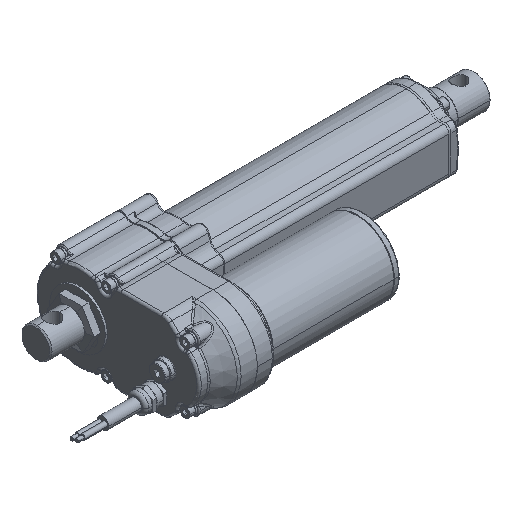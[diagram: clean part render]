
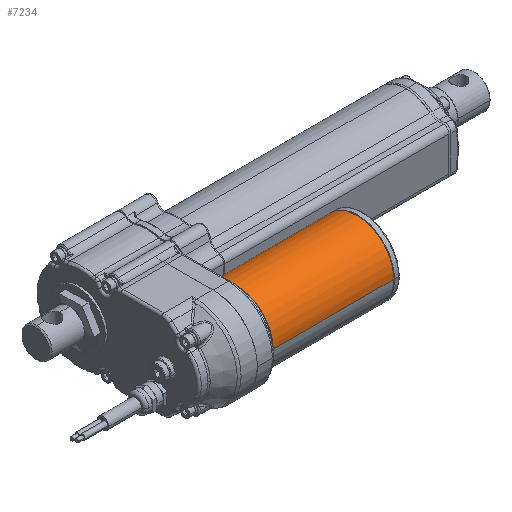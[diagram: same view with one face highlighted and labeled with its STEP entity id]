
A CAD part, isometric view. The second image highlights one B-rep face of the part: STEP entity #7234.
In plain terms, the highlighted cylindrical face has radius 32 mm (diameter 64 mm), a partial arc.
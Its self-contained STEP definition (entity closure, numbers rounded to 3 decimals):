
#566 = CARTESIAN_POINT ( 'NONE',  ( 56.001, -106.999, 0.004 ) ) ;
#1834 = CARTESIAN_POINT ( 'NONE',  ( 69.301, -42.999, 0.004 ) ) ;
#1853 = CARTESIAN_POINT ( 'NONE',  ( 69.301, -64.689, 30.37 ) ) ;
#1858 = VERTEX_POINT ( 'NONE', #24641 ) ;
#2519 = CARTESIAN_POINT ( 'NONE',  ( 174.001, -70.811, 31.798 ) ) ;
#2652 = CARTESIAN_POINT ( 'NONE',  ( 174.001, -72.905, 32.004 ) ) ;
#2788 = CARTESIAN_POINT ( 'NONE',  ( 174.001, -99.108, 21.15 ) ) ;
#3904 = EDGE_CURVE ( 'NONE', #34237, #19903, #8053, .T. ) ;
#4931 = FACE_OUTER_BOUND ( 'NONE', #21580, .T. ) ;
#5149 = CARTESIAN_POINT ( 'NONE',  ( 69.301, -46.237, 14.185 ) ) ;
#5233 = ORIENTED_EDGE ( 'NONE', *, *, #27450, .T. ) ;
#5556 = CARTESIAN_POINT ( 'NONE',  ( 69.301, -49.556, 19.524 ) ) ;
#5663 = CARTESIAN_POINT ( 'NONE',  ( 174.001, -43.206, 4.193 ) ) ;
#5802 = CARTESIAN_POINT ( 'NONE',  ( 174.001, -105.365, 10.315 ) ) ;
#6141 = EDGE_CURVE ( 'NONE', #1858, #22242, #25100, .T. ) ;
#6833 = CARTESIAN_POINT ( 'NONE',  ( 69.301, -106.999, 0.004 ) ) ;
#7234 = ADVANCED_FACE ( 'NONE', ( #4931 ), #29893, .T. ) ;
#7653 = B_SPLINE_CURVE_WITH_KNOTS ( 'NONE', 3,
 ( #32375, #7886, #32638, #14887, #39742, #5149, #23759, #5556, #24183, #27033, #8036, #23900, #11724, #1853, #36175, #33031, #14465, #14332, #11315, #36588, #8310, #33449, #30180, #36315, #33178, #8581, #29895, #14742, #17595, #17875, #39472, #20608, #20896, #36719 ),
 .UNSPECIFIED., .F., .F.,
 ( 4, 2, 2, 2, 2, 2, 2, 2, 2, 2, 2, 2, 2, 2, 2, 2, 4 ),
 ( 0., 0.063, 0.125, 0.188, 0.25, 0.313, 0.375, 0.438, 0.5, 0.563, 0.625, 0.688, 0.75, 0.813, 0.875, 0.938, 1. ),
 .UNSPECIFIED. ) ;
#7886 = CARTESIAN_POINT ( 'NONE',  ( 69.301, -42.999, 2.098 ) ) ;
#8036 = CARTESIAN_POINT ( 'NONE',  ( 69.301, -55.48, 25.447 ) ) ;
#8053 = LINE ( 'NONE', #566, #12455 ) ;
#8310 = CARTESIAN_POINT ( 'NONE',  ( 69.301, -85.31, 30.37 ) ) ;
#8581 = CARTESIAN_POINT ( 'NONE',  ( 69.301, -99.108, 21.15 ) ) ;
#8952 = CARTESIAN_POINT ( 'NONE',  ( 174.001, -50.891, 21.15 ) ) ;
#9091 = CARTESIAN_POINT ( 'NONE',  ( 174.001, -105.976, 8.301 ) ) ;
#9351 = CARTESIAN_POINT ( 'NONE',  ( 174.001, -53.853, 24.112 ) ) ;
#10468 = EDGE_CURVE ( 'NONE', #22242, #19903, #7653, .T. ) ;
#10588 = CARTESIAN_POINT ( 'NONE',  ( 56.001, -42.999, 0.004 ) ) ;
#11315 = CARTESIAN_POINT ( 'NONE',  ( 69.301, -79.188, 31.798 ) ) ;
#11601 = DIRECTION ( 'NONE',  ( 0., 1., 0. ) ) ;
#11724 = CARTESIAN_POINT ( 'NONE',  ( 69.301, -60.819, 28.767 ) ) ;
#11961 = CARTESIAN_POINT ( 'NONE',  ( 174.001, -96.146, 24.112 ) ) ;
#12455 = VECTOR ( 'NONE', #16057, 1000. ) ;
#12504 = CARTESIAN_POINT ( 'NONE',  ( 174.001, -47.229, 16.041 ) ) ;
#14202 = CARTESIAN_POINT ( 'NONE',  ( 56.001, -74.999, 0.004 ) ) ;
#14332 = CARTESIAN_POINT ( 'NONE',  ( 69.301, -77.094, 32.004 ) ) ;
#14465 = CARTESIAN_POINT ( 'NONE',  ( 69.301, -72.905, 32.004 ) ) ;
#14742 = CARTESIAN_POINT ( 'NONE',  ( 69.301, -102.77, 16.041 ) ) ;
#14887 = CARTESIAN_POINT ( 'NONE',  ( 69.301, -44.023, 8.301 ) ) ;
#15515 = CARTESIAN_POINT ( 'NONE',  ( 174.001, -83.297, 30.981 ) ) ;
#15653 = CARTESIAN_POINT ( 'NONE',  ( 174.001, -46.237, 14.185 ) ) ;
#16057 = DIRECTION ( 'NONE',  ( -1., 0., 0. ) ) ;
#17595 = CARTESIAN_POINT ( 'NONE',  ( 69.301, -103.762, 14.185 ) ) ;
#17875 = CARTESIAN_POINT ( 'NONE',  ( 69.301, -105.365, 10.315 ) ) ;
#18114 = CARTESIAN_POINT ( 'NONE',  ( 174.001, -44.023, 8.301 ) ) ;
#18519 = CARTESIAN_POINT ( 'NONE',  ( 174.001, -94.519, 25.447 ) ) ;
#18641 = CARTESIAN_POINT ( 'NONE',  ( 174.001, -64.689, 30.37 ) ) ;
#19903 = VERTEX_POINT ( 'NONE', #6833 ) ;
#20608 = CARTESIAN_POINT ( 'NONE',  ( 69.301, -106.793, 4.193 ) ) ;
#20697 = CARTESIAN_POINT ( 'NONE',  ( 174.001, -106.999, 0.004 ) ) ;
#20896 = CARTESIAN_POINT ( 'NONE',  ( 69.301, -106.999, 2.098 ) ) ;
#21405 = CARTESIAN_POINT ( 'NONE',  ( 174.001, -106.793, 4.193 ) ) ;
#21530 = CARTESIAN_POINT ( 'NONE',  ( 174.001, -103.762, 14.185 ) ) ;
#21580 = EDGE_LOOP ( 'NONE', ( #32195, #5233, #39758, #38915 ) ) ;
#21669 = CARTESIAN_POINT ( 'NONE',  ( 174.001, -91.036, 27.775 ) ) ;
#22242 = VERTEX_POINT ( 'NONE', #1834 ) ;
#23288 = DIRECTION ( 'NONE',  ( -1., 0., 0. ) ) ;
#23759 = CARTESIAN_POINT ( 'NONE',  ( 69.301, -47.229, 16.041 ) ) ;
#23900 = CARTESIAN_POINT ( 'NONE',  ( 69.301, -58.963, 27.775 ) ) ;
#24183 = CARTESIAN_POINT ( 'NONE',  ( 69.301, -50.891, 21.15 ) ) ;
#24424 = CARTESIAN_POINT ( 'NONE',  ( 174.001, -44.634, 10.315 ) ) ;
#24557 = CARTESIAN_POINT ( 'NONE',  ( 174.001, -106.999, 2.098 ) ) ;
#24629 = VECTOR ( 'NONE', #23288, 1000. ) ;
#24641 = CARTESIAN_POINT ( 'NONE',  ( 174.001, -42.999, 0.004 ) ) ;
#24687 = CARTESIAN_POINT ( 'NONE',  ( 174.001, -106.999, 0.004 ) ) ;
#24822 = CARTESIAN_POINT ( 'NONE',  ( 174.001, -89.18, 28.767 ) ) ;
#24952 = CARTESIAN_POINT ( 'NONE',  ( 174.001, -79.188, 31.798 ) ) ;
#25089 = CARTESIAN_POINT ( 'NONE',  ( 174.001, -42.999, 0.004 ) ) ;
#25100 = LINE ( 'NONE', #10588, #24629 ) ;
#27033 = CARTESIAN_POINT ( 'NONE',  ( 69.301, -53.853, 24.112 ) ) ;
#27351 = B_SPLINE_CURVE_WITH_KNOTS ( 'NONE', 3,
 ( #24687, #24557, #21405, #9091, #5802, #21530, #34089, #37227, #2788, #11961, #18519, #21669, #24822, #34226, #15515, #24952, #37368, #2652, #2519, #33815, #18641, #28087, #36964, #27683, #9351, #8952, #34361, #12504, #15653, #24424, #18114, #5663, #31762, #25089 ),
 .UNSPECIFIED., .F., .F.,
 ( 4, 2, 2, 2, 2, 2, 2, 2, 2, 2, 2, 2, 2, 2, 2, 2, 4 ),
 ( 0., 0.062, 0.125, 0.187, 0.25, 0.312, 0.375, 0.437, 0.5, 0.562, 0.625, 0.687, 0.75, 0.812, 0.875, 0.937, 1. ),
 .UNSPECIFIED. ) ;
#27450 = EDGE_CURVE ( 'NONE', #34237, #1858, #27351, .T. ) ;
#27683 = CARTESIAN_POINT ( 'NONE',  ( 174.001, -55.48, 25.447 ) ) ;
#28087 = CARTESIAN_POINT ( 'NONE',  ( 174.001, -60.819, 28.767 ) ) ;
#29893 = CYLINDRICAL_SURFACE ( 'NONE', #32786, 32. ) ;
#29895 = CARTESIAN_POINT ( 'NONE',  ( 69.301, -100.443, 19.524 ) ) ;
#30180 = CARTESIAN_POINT ( 'NONE',  ( 69.301, -91.036, 27.775 ) ) ;
#31762 = CARTESIAN_POINT ( 'NONE',  ( 174.001, -42.999, 2.098 ) ) ;
#32195 = ORIENTED_EDGE ( 'NONE', *, *, #3904, .F. ) ;
#32375 = CARTESIAN_POINT ( 'NONE',  ( 69.301, -42.999, 0.004 ) ) ;
#32638 = CARTESIAN_POINT ( 'NONE',  ( 69.301, -43.206, 4.193 ) ) ;
#32786 = AXIS2_PLACEMENT_3D ( 'NONE', #14202, #36183, #11601 ) ;
#33031 = CARTESIAN_POINT ( 'NONE',  ( 69.301, -70.811, 31.798 ) ) ;
#33178 = CARTESIAN_POINT ( 'NONE',  ( 69.301, -96.146, 24.112 ) ) ;
#33449 = CARTESIAN_POINT ( 'NONE',  ( 69.301, -89.18, 28.767 ) ) ;
#33815 = CARTESIAN_POINT ( 'NONE',  ( 174.001, -66.702, 30.981 ) ) ;
#34089 = CARTESIAN_POINT ( 'NONE',  ( 174.001, -102.77, 16.041 ) ) ;
#34226 = CARTESIAN_POINT ( 'NONE',  ( 174.001, -85.31, 30.37 ) ) ;
#34237 = VERTEX_POINT ( 'NONE', #20697 ) ;
#34361 = CARTESIAN_POINT ( 'NONE',  ( 174.001, -49.556, 19.524 ) ) ;
#36175 = CARTESIAN_POINT ( 'NONE',  ( 69.301, -66.702, 30.981 ) ) ;
#36183 = DIRECTION ( 'NONE',  ( -1., 0., 0. ) ) ;
#36315 = CARTESIAN_POINT ( 'NONE',  ( 69.301, -94.519, 25.447 ) ) ;
#36588 = CARTESIAN_POINT ( 'NONE',  ( 69.301, -83.297, 30.981 ) ) ;
#36719 = CARTESIAN_POINT ( 'NONE',  ( 69.301, -106.999, 0.004 ) ) ;
#36964 = CARTESIAN_POINT ( 'NONE',  ( 174.001, -58.963, 27.775 ) ) ;
#37227 = CARTESIAN_POINT ( 'NONE',  ( 174.001, -100.443, 19.524 ) ) ;
#37368 = CARTESIAN_POINT ( 'NONE',  ( 174.001, -77.094, 32.004 ) ) ;
#38915 = ORIENTED_EDGE ( 'NONE', *, *, #10468, .T. ) ;
#39472 = CARTESIAN_POINT ( 'NONE',  ( 69.301, -105.976, 8.301 ) ) ;
#39742 = CARTESIAN_POINT ( 'NONE',  ( 69.301, -44.634, 10.315 ) ) ;
#39758 = ORIENTED_EDGE ( 'NONE', *, *, #6141, .T. ) ;
